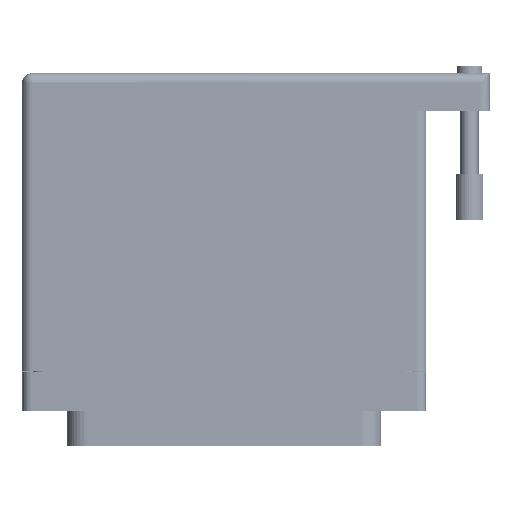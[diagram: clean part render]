
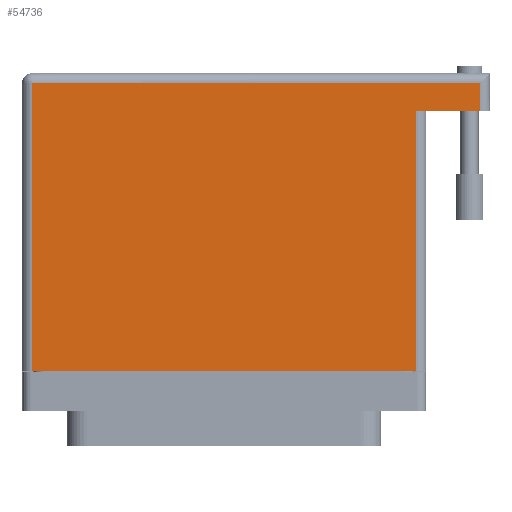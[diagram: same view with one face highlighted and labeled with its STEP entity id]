
A CAD part, front view. The second image highlights one B-rep face of the part: STEP entity #54736.
In plain terms, the highlighted face is planar.
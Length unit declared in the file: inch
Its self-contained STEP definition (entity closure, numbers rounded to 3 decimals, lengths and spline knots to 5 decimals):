
#1583 = VERTEX_POINT ( 'NONE', #11186 ) ;
#4368 = ORIENTED_EDGE ( 'NONE', *, *, #4879, .T. ) ;
#4879 = EDGE_CURVE ( 'NONE', #31214, #1583, #36062, .T. ) ;
#7271 = ORIENTED_EDGE ( 'NONE', *, *, #88931, .T. ) ;
#7810 = ORIENTED_EDGE ( 'NONE', *, *, #37466, .F. ) ;
#11186 = CARTESIAN_POINT ( 'NONE',  ( -1.3075, -0.1, 0.765 ) ) ;
#11891 = CARTESIAN_POINT ( 'NONE',  ( 1.7425, 1.93, 0.765 ) ) ;
#13996 = DIRECTION ( 'NONE',  ( 0., -1., 0. ) ) ;
#14168 = CARTESIAN_POINT ( 'NONE',  ( -1.3775, -0.1, 0.765 ) ) ;
#17493 = ORIENTED_EDGE ( 'NONE', *, *, #35563, .T. ) ;
#20448 = CARTESIAN_POINT ( 'NONE',  ( 1.7425, 1.86, 0.765 ) ) ;
#21134 = DIRECTION ( 'NONE',  ( -1., 0., 0. ) ) ;
#21225 = LINE ( 'NONE', #14168, #39668 ) ;
#24999 = CARTESIAN_POINT ( 'NONE',  ( -1.3775, 1.86, 0.765 ) ) ;
#26706 = LINE ( 'NONE', #49695, #82933 ) ;
#27001 = CARTESIAN_POINT ( 'NONE',  ( -1.3775, 1.93, 0.765 ) ) ;
#27236 = LINE ( 'NONE', #92423, #33627 ) ;
#27872 = VECTOR ( 'NONE', #13996, 39.37008 ) ;
#31214 = VERTEX_POINT ( 'NONE', #52650 ) ;
#32728 = AXIS2_PLACEMENT_3D ( 'NONE', #27001, #68298, #33566 ) ;
#33566 = DIRECTION ( 'NONE',  ( -1., 0., 0. ) ) ;
#33627 = VECTOR ( 'NONE', #21134, 39.37008 ) ;
#35563 = EDGE_CURVE ( 'NONE', #90110, #31214, #91128, .T. ) ;
#35779 = DIRECTION ( 'NONE',  ( 1., 0., 0. ) ) ;
#36062 = LINE ( 'NONE', #78279, #27872 ) ;
#37466 = EDGE_CURVE ( 'NONE', #42271, #62938, #27236, .T. ) ;
#39668 = VECTOR ( 'NONE', #35779, 39.37008 ) ;
#42271 = VERTEX_POINT ( 'NONE', #53615 ) ;
#46608 = DIRECTION ( 'NONE',  ( -1., 0., 0. ) ) ;
#47513 = CARTESIAN_POINT ( 'NONE',  ( 1.3075, 1.674, 0.765 ) ) ;
#49695 = CARTESIAN_POINT ( 'NONE',  ( 1.3075, 1.674, 0.765 ) ) ;
#52650 = CARTESIAN_POINT ( 'NONE',  ( -1.3075, 1.86, 0.765 ) ) ;
#53615 = CARTESIAN_POINT ( 'NONE',  ( 1.7425, 1.674, 0.765 ) ) ;
#54736 = ADVANCED_FACE ( 'NONE', ( #60384 ), #77177, .F. ) ;
#55247 = VECTOR ( 'NONE', #84117, 39.37008 ) ;
#56639 = EDGE_CURVE ( 'NONE', #42271, #90110, #75705, .T. ) ;
#60384 = FACE_OUTER_BOUND ( 'NONE', #82947, .T. ) ;
#62938 = VERTEX_POINT ( 'NONE', #47513 ) ;
#66914 = EDGE_CURVE ( 'NONE', #1583, #67684, #21225, .T. ) ;
#67684 = VERTEX_POINT ( 'NONE', #84211 ) ;
#68064 = ORIENTED_EDGE ( 'NONE', *, *, #66914, .T. ) ;
#68298 = DIRECTION ( 'NONE',  ( 0., 0., -1. ) ) ;
#75705 = LINE ( 'NONE', #11891, #55247 ) ;
#77177 = PLANE ( 'NONE',  #32728 ) ;
#78279 = CARTESIAN_POINT ( 'NONE',  ( -1.3075, -0.1, 0.765 ) ) ;
#78761 = DIRECTION ( 'NONE',  ( 0., 1., 0. ) ) ;
#82933 = VECTOR ( 'NONE', #78761, 39.37008 ) ;
#82947 = EDGE_LOOP ( 'NONE', ( #68064, #7271, #7810, #87500, #17493, #4368 ) ) ;
#84117 = DIRECTION ( 'NONE',  ( 0., 1., 0. ) ) ;
#84211 = CARTESIAN_POINT ( 'NONE',  ( 1.3075, -0.1, 0.765 ) ) ;
#87500 = ORIENTED_EDGE ( 'NONE', *, *, #56639, .T. ) ;
#88931 = EDGE_CURVE ( 'NONE', #67684, #62938, #26706, .T. ) ;
#90110 = VERTEX_POINT ( 'NONE', #20448 ) ;
#90264 = VECTOR ( 'NONE', #46608, 39.37008 ) ;
#91128 = LINE ( 'NONE', #24999, #90264 ) ;
#92423 = CARTESIAN_POINT ( 'NONE',  ( 1.8125, 1.674, 0.765 ) ) ;
